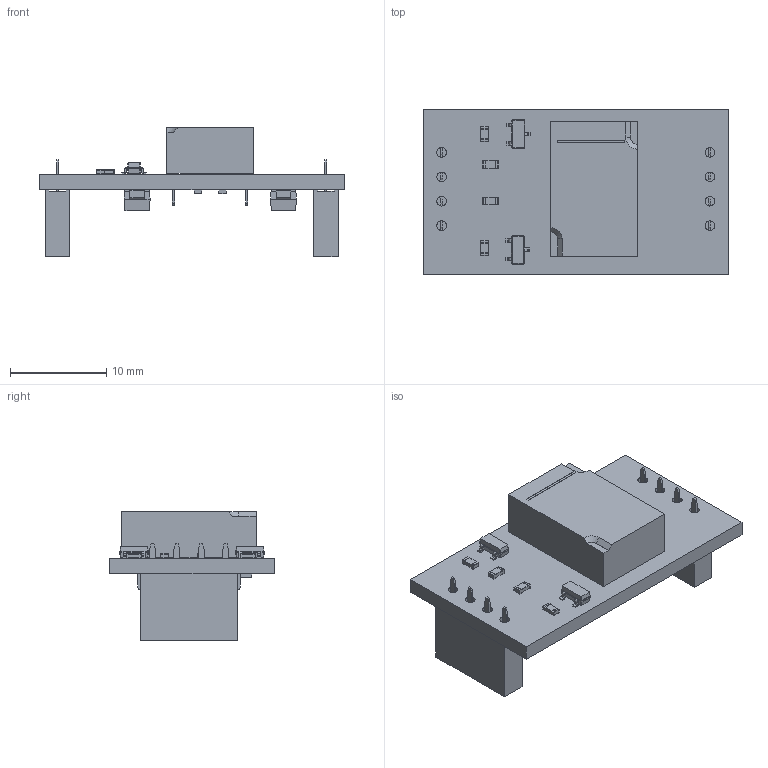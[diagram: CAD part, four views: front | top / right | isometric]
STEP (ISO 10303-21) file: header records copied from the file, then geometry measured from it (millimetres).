
FILE_DESCRIPTION(('FreeCAD Model'),'2;1');
FILE_NAME('Open CASCADE Shape Model','2023-08-22T17:35:11',(''),(''), 'Open CASCADE STEP processor 7.6','FreeCAD','Unknown');
FILE_SCHEMA(('AUTOMOTIVE_DESIGN { 1 0 10303 214 1 1 1 1 }'));
Length unit declared in the file: millimetre
Products named in the file (13): Relay_RF_switch; Local_CS_91ed; Board_Geoms_91ed; Pcb_91ed; PCB_Sketch_91ed; Step_Models_91ed; Top_91ed; R26_R_0603_1608Metric_b79adfcc314b; Q6_SOT_23_26d5334a8b0d; K2_Relay_DPDT_FRT5_e54aec67c790; Bot_91ed; D7_D_SMA_4b4afe236fbc; J9_PinSocket_1x04_P254mm_Vertical_e92d002bd17f
Assembly tree (20 placements, depth 4):
  Relay_RF_switch
    Local_CS_91ed
    Board_Geoms_91ed
      Pcb_91ed
      PCB_Sketch_91ed
    Step_Models_91ed
      Top_91ed
        R26_R_0603_1608Metric_b79adfcc314b  x4
        Q6_SOT_23_26d5334a8b0d  x2
        K2_Relay_DPDT_FRT5_e54aec67c790
      Bot_91ed
        R26_R_0603_1608Metric_b79adfcc314b  x2
        D7_D_SMA_4b4afe236fbc  x2
        J9_PinSocket_1x04_P254mm_Vertical_e92d002bd17f  x2
Bounding box: 31.75 x 17.14 x 13.48 mm (x, y, z)
Volume: 1852.9 mm3; surface area: 2647.9 mm2
Topology: 14 solids, 14 shells, 773 faces, 1970 edges, 1266 vertices
Faces by surface type: plane 577, cylinder 120, bspline 74, cone 2
Full cylindrical faces by diameter (mm): 1 x18
Entity records: 14601 total; most frequent: CARTESIAN_POINT 2238, ORIENTED_EDGE 1992, DIRECTION 1830, EDGE_CURVE 996, LINE 814, VECTOR 814, VERTEX_POINT 640, AXIS2_PLACEMENT_3D 508
